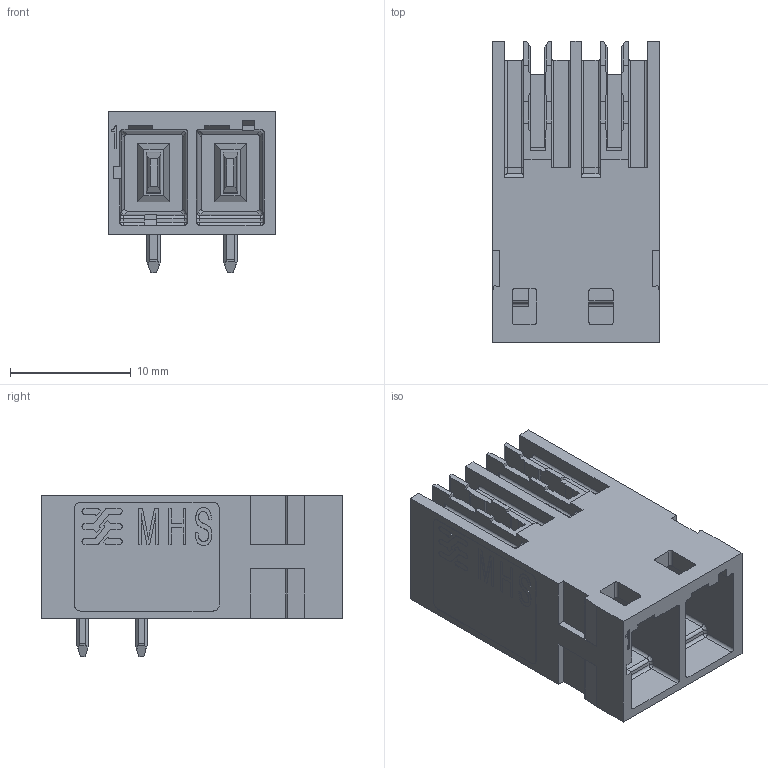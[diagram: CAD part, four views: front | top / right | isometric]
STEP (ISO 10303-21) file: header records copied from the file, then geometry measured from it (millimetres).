
FILE_DESCRIPTION(('CATIA V5 STEP Exchange','CAx-IF Rec.Pracs.--- Model Styling and Organization---1.5--- 2016-08-15','CAx-IF Rec.Pracs.---Supplemental Geometry---1.0---2011-11-01','CAx-IF Rec.Pracs.--- Composite Materials ---1.1---2010-07-15'),'2;1');
FILE_NAME ('2097145-1_1', '2025-03-05T09:49:09+00:00', ('none'), ('Weidmueller'), 'CATIA Version 5-6 Release 2022 SP4 HF5', 'CATIA V5 STEP AP214 v3', 'none');
FILE_SCHEMA(('AUTOMOTIVE_DESIGN { 1 0 10303 214 1 1 1 1 }'));
Length unit declared in the file: millimetre
Products named in the file (1): 3106890000
Bounding box: 13.9 x 25 x 13.4 mm (x, y, z)
Volume: 1735.9 mm3; surface area: 3688 mm2
Topology: 1 solids, 1 shells, 677 faces, 1937 edges, 1273 vertices
Faces by surface type: plane 518, cylinder 95, extrusion 36, bspline 24, sphere 4
Entity records: 22333 total; most frequent: CARTESIAN_POINT 5592, ORIENTED_EDGE 3866, DIRECTION 2475, EDGE_CURVE 1933, VECTOR 1565, LINE 1529, VERTEX_POINT 1273, EDGE_LOOP 696
